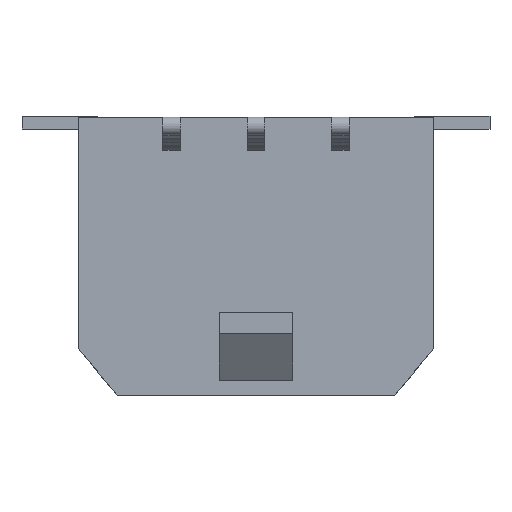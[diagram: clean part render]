
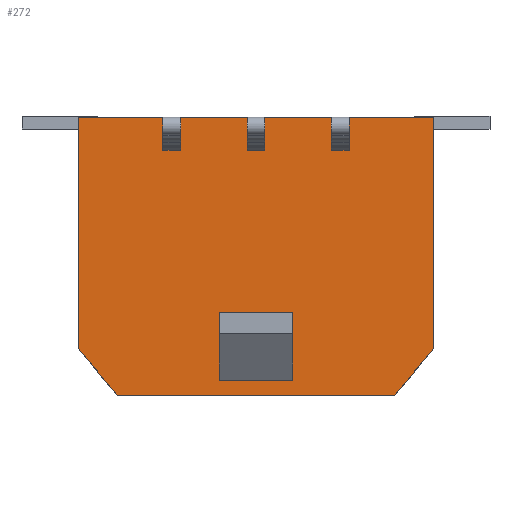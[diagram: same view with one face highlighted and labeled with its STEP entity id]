
A CAD part, top view. The second image highlights one B-rep face of the part: STEP entity #272.
In plain terms, the highlighted planar face has unit normal (0, 0, 1).
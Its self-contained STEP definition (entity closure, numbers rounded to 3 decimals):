
#272=ADVANCED_FACE('',(#549,#550,#551,#552,#553),#424,.T.);
#424=PLANE('',#2794);
#549=FACE_BOUND('',#571,.T.);
#550=FACE_BOUND('',#572,.T.);
#551=FACE_BOUND('',#573,.T.);
#552=FACE_BOUND('',#574,.T.);
#553=FACE_BOUND('',#575,.T.);
#571=EDGE_LOOP('',(#772,#773,#774,#775,#776,#777));
#572=EDGE_LOOP('',(#778,#779,#780,#781));
#573=EDGE_LOOP('',(#782,#783,#784,#785));
#574=EDGE_LOOP('',(#786,#787,#788,#789));
#575=EDGE_LOOP('',(#790,#791,#792,#793));
#772=ORIENTED_EDGE('',*,*,#1792,.F.);
#773=ORIENTED_EDGE('',*,*,#1793,.F.);
#774=ORIENTED_EDGE('',*,*,#1794,.T.);
#775=ORIENTED_EDGE('',*,*,#1795,.T.);
#776=ORIENTED_EDGE('',*,*,#1796,.F.);
#777=ORIENTED_EDGE('',*,*,#1797,.F.);
#778=ORIENTED_EDGE('',*,*,#1798,.T.);
#779=ORIENTED_EDGE('',*,*,#1799,.T.);
#780=ORIENTED_EDGE('',*,*,#1800,.F.);
#781=ORIENTED_EDGE('',*,*,#1801,.F.);
#782=ORIENTED_EDGE('',*,*,#1802,.T.);
#783=ORIENTED_EDGE('',*,*,#1803,.T.);
#784=ORIENTED_EDGE('',*,*,#1804,.T.);
#785=ORIENTED_EDGE('',*,*,#1805,.F.);
#786=ORIENTED_EDGE('',*,*,#1806,.T.);
#787=ORIENTED_EDGE('',*,*,#1807,.T.);
#788=ORIENTED_EDGE('',*,*,#1808,.T.);
#789=ORIENTED_EDGE('',*,*,#1809,.F.);
#790=ORIENTED_EDGE('',*,*,#1810,.T.);
#791=ORIENTED_EDGE('',*,*,#1811,.T.);
#792=ORIENTED_EDGE('',*,*,#1812,.T.);
#793=ORIENTED_EDGE('',*,*,#1813,.F.);
#1540=VERTEX_POINT('',#3838);
#1541=VERTEX_POINT('',#3839);
#1542=VERTEX_POINT('',#3841);
#1543=VERTEX_POINT('',#3843);
#1544=VERTEX_POINT('',#3845);
#1545=VERTEX_POINT('',#3847);
#1546=VERTEX_POINT('',#3850);
#1547=VERTEX_POINT('',#3851);
#1548=VERTEX_POINT('',#3853);
#1549=VERTEX_POINT('',#3855);
#1550=VERTEX_POINT('',#3858);
#1551=VERTEX_POINT('',#3859);
#1552=VERTEX_POINT('',#3861);
#1553=VERTEX_POINT('',#3863);
#1554=VERTEX_POINT('',#3866);
#1555=VERTEX_POINT('',#3867);
#1556=VERTEX_POINT('',#3869);
#1557=VERTEX_POINT('',#3871);
#1558=VERTEX_POINT('',#3874);
#1559=VERTEX_POINT('',#3875);
#1560=VERTEX_POINT('',#3877);
#1561=VERTEX_POINT('',#3879);
#1792=EDGE_CURVE('',#1540,#1541,#2178,.T.);
#1793=EDGE_CURVE('',#1542,#1540,#2179,.T.);
#1794=EDGE_CURVE('',#1542,#1543,#2180,.T.);
#1795=EDGE_CURVE('',#1543,#1544,#2181,.T.);
#1796=EDGE_CURVE('',#1545,#1544,#2182,.T.);
#1797=EDGE_CURVE('',#1541,#1545,#2183,.T.);
#1798=EDGE_CURVE('',#1546,#1547,#2184,.T.);
#1799=EDGE_CURVE('',#1547,#1548,#2185,.T.);
#1800=EDGE_CURVE('',#1549,#1548,#2186,.T.);
#1801=EDGE_CURVE('',#1546,#1549,#2187,.T.);
#1802=EDGE_CURVE('',#1550,#1551,#2188,.T.);
#1803=EDGE_CURVE('',#1551,#1552,#2189,.T.);
#1804=EDGE_CURVE('',#1552,#1553,#2190,.T.);
#1805=EDGE_CURVE('',#1550,#1553,#2191,.T.);
#1806=EDGE_CURVE('',#1554,#1555,#2192,.T.);
#1807=EDGE_CURVE('',#1555,#1556,#2193,.T.);
#1808=EDGE_CURVE('',#1556,#1557,#2194,.T.);
#1809=EDGE_CURVE('',#1554,#1557,#2195,.T.);
#1810=EDGE_CURVE('',#1558,#1559,#2196,.T.);
#1811=EDGE_CURVE('',#1559,#1560,#2197,.T.);
#1812=EDGE_CURVE('',#1560,#1561,#2198,.T.);
#1813=EDGE_CURVE('',#1558,#1561,#2199,.T.);
#2178=LINE('',#3837,#2504);
#2179=LINE('',#3840,#2505);
#2180=LINE('',#3842,#2506);
#2181=LINE('',#3844,#2507);
#2182=LINE('',#3846,#2508);
#2183=LINE('',#3848,#2509);
#2184=LINE('',#3849,#2510);
#2185=LINE('',#3852,#2511);
#2186=LINE('',#3854,#2512);
#2187=LINE('',#3856,#2513);
#2188=LINE('',#3857,#2514);
#2189=LINE('',#3860,#2515);
#2190=LINE('',#3862,#2516);
#2191=LINE('',#3864,#2517);
#2192=LINE('',#3865,#2518);
#2193=LINE('',#3868,#2519);
#2194=LINE('',#3870,#2520);
#2195=LINE('',#3872,#2521);
#2196=LINE('',#3873,#2522);
#2197=LINE('',#3876,#2523);
#2198=LINE('',#3878,#2524);
#2199=LINE('',#3880,#2525);
#2504=VECTOR('',#3051,1.);
#2505=VECTOR('',#3052,1.);
#2506=VECTOR('',#3053,1.);
#2507=VECTOR('',#3054,1.);
#2508=VECTOR('',#3055,1.);
#2509=VECTOR('',#3056,1.);
#2510=VECTOR('',#3057,1.);
#2511=VECTOR('',#3058,1.);
#2512=VECTOR('',#3059,1.);
#2513=VECTOR('',#3060,1.);
#2514=VECTOR('',#3061,1.);
#2515=VECTOR('',#3062,1.);
#2516=VECTOR('',#3063,1.);
#2517=VECTOR('',#3064,1.);
#2518=VECTOR('',#3065,1.);
#2519=VECTOR('',#3066,1.);
#2520=VECTOR('',#3067,1.);
#2521=VECTOR('',#3068,1.);
#2522=VECTOR('',#3069,1.);
#2523=VECTOR('',#3070,1.);
#2524=VECTOR('',#3071,1.);
#2525=VECTOR('',#3072,1.);
#2794=AXIS2_PLACEMENT_3D('',#3881,#3073,#3074);
#3051=DIRECTION('',(-0.643,-0.766,0.));
#3052=DIRECTION('',(0.,-1.,0.));
#3053=DIRECTION('',(-1.,0.,0.));
#3054=DIRECTION('',(0.,-1.,0.));
#3055=DIRECTION('',(-0.643,0.766,0.));
#3056=DIRECTION('',(-1.,0.,0.));
#3057=DIRECTION('',(-1.,0.,0.));
#3058=DIRECTION('',(0.,1.,0.));
#3059=DIRECTION('',(-1.,0.,0.));
#3060=DIRECTION('',(0.,1.,0.));
#3061=DIRECTION('',(1.,0.,0.));
#3062=DIRECTION('',(0.,-1.,0.));
#3063=DIRECTION('',(-1.,0.,0.));
#3064=DIRECTION('',(0.,-1.,0.));
#3065=DIRECTION('',(1.,0.,0.));
#3066=DIRECTION('',(0.,-1.,0.));
#3067=DIRECTION('',(-1.,0.,0.));
#3068=DIRECTION('',(0.,-1.,0.));
#3069=DIRECTION('',(1.,0.,0.));
#3070=DIRECTION('',(0.,-1.,0.));
#3071=DIRECTION('',(-1.,0.,0.));
#3072=DIRECTION('',(0.,-1.,0.));
#3073=DIRECTION('',(0.,0.,1.));
#3074=DIRECTION('',(1.,0.,0.));
#3837=CARTESIAN_POINT('',(6.325,1.668,3.86));
#3838=CARTESIAN_POINT('',(6.325,1.668,3.86));
#3839=CARTESIAN_POINT('',(4.925,0.,3.86));
#3840=CARTESIAN_POINT('',(6.325,9.9,3.86));
#3841=CARTESIAN_POINT('',(6.325,9.9,3.86));
#3842=CARTESIAN_POINT('',(6.325,9.9,3.86));
#3843=CARTESIAN_POINT('',(-6.325,9.9,3.86));
#3844=CARTESIAN_POINT('',(-6.325,9.9,3.86));
#3845=CARTESIAN_POINT('',(-6.325,1.668,3.86));
#3846=CARTESIAN_POINT('',(-4.925,0.,3.86));
#3847=CARTESIAN_POINT('',(-4.925,0.,3.86));
#3848=CARTESIAN_POINT('',(6.325,0.,3.86));
#3849=CARTESIAN_POINT('',(1.3,0.54,3.86));
#3850=CARTESIAN_POINT('',(1.3,0.54,3.86));
#3851=CARTESIAN_POINT('',(-1.3,0.54,3.86));
#3852=CARTESIAN_POINT('',(-1.3,0.54,3.86));
#3853=CARTESIAN_POINT('',(-1.3,2.95,3.86));
#3854=CARTESIAN_POINT('',(1.3,2.95,3.86));
#3855=CARTESIAN_POINT('',(1.3,2.95,3.86));
#3856=CARTESIAN_POINT('',(1.3,0.54,3.86));
#3857=CARTESIAN_POINT('',(3.32,9.537,3.86));
#3858=CARTESIAN_POINT('',(2.68,9.537,3.86));
#3859=CARTESIAN_POINT('',(3.32,9.537,3.86));
#3860=CARTESIAN_POINT('',(3.32,9.9,3.86));
#3861=CARTESIAN_POINT('',(3.32,8.723,3.86));
#3862=CARTESIAN_POINT('',(3.32,8.723,3.86));
#3863=CARTESIAN_POINT('',(2.68,8.723,3.86));
#3864=CARTESIAN_POINT('',(2.68,9.9,3.86));
#3865=CARTESIAN_POINT('',(0.32,9.537,3.86));
#3866=CARTESIAN_POINT('',(-0.32,9.537,3.86));
#3867=CARTESIAN_POINT('',(0.32,9.537,3.86));
#3868=CARTESIAN_POINT('',(0.32,9.9,3.86));
#3869=CARTESIAN_POINT('',(0.32,8.723,3.86));
#3870=CARTESIAN_POINT('',(0.32,8.723,3.86));
#3871=CARTESIAN_POINT('',(-0.32,8.723,3.86));
#3872=CARTESIAN_POINT('',(-0.32,9.9,3.86));
#3873=CARTESIAN_POINT('',(-2.68,9.537,3.86));
#3874=CARTESIAN_POINT('',(-3.32,9.537,3.86));
#3875=CARTESIAN_POINT('',(-2.68,9.537,3.86));
#3876=CARTESIAN_POINT('',(-2.68,9.9,3.86));
#3877=CARTESIAN_POINT('',(-2.68,8.723,3.86));
#3878=CARTESIAN_POINT('',(-2.68,8.723,3.86));
#3879=CARTESIAN_POINT('',(-3.32,8.723,3.86));
#3880=CARTESIAN_POINT('',(-3.32,9.9,3.86));
#3881=CARTESIAN_POINT('',(6.325,9.9,3.86));
